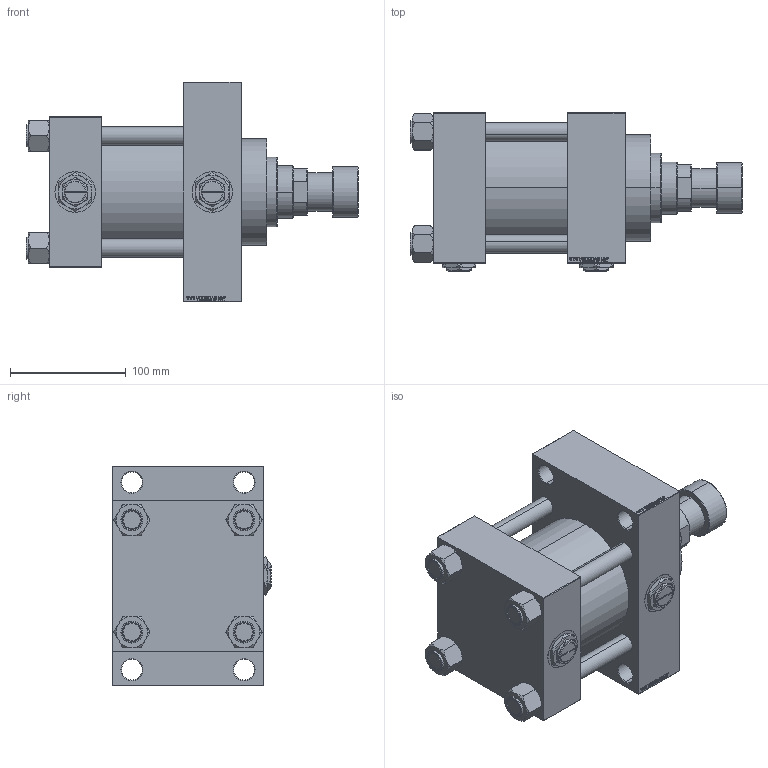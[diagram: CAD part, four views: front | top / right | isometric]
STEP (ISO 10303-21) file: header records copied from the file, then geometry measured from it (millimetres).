
FILE_DESCRIPTION (( 'STEP AP203' ), '1' );
FILE_NAME ('6553.STEP', '2025-01-04T17:10:22', ( '' ), ( '' ), 'SwSTEP 2.0', 'SolidWorks 2019', '' );
FILE_SCHEMA (( 'CONFIG_CONTROL_DESIGN' ));
Length unit declared in the file: millimetre
Products named in the file (8): 6553; V215CR_D_Body e13db9fa9990c5d380f48231a908866a; V215CR_D_TYCINKA e13db9fa9990c5d380f48231a908866a; Zatka_pro_OIL_PORT e13db9fa9990c5d380f48231a908866a; V215CR_VCP_D e13db9fa9990c5d380f48231a908866a; V215CR_ROD_END_F e13db9fa9990c5d380f48231a908866a; V215_VC_A e13db9fa9990c5d380f48231a908866a; NUT_M5_D e13db9fa9990c5d380f48231a908866a
Assembly tree (14 placements, depth 2):
  6553
    V215CR_D_Body e13db9fa9990c5d380f48231a908866a
    V215CR_VCP_D e13db9fa9990c5d380f48231a908866a
    NUT_M5_D e13db9fa9990c5d380f48231a908866a  x4
    V215CR_D_TYCINKA e13db9fa9990c5d380f48231a908866a  x4
    V215_VC_A e13db9fa9990c5d380f48231a908866a
    V215CR_ROD_END_F e13db9fa9990c5d380f48231a908866a
    Zatka_pro_OIL_PORT e13db9fa9990c5d380f48231a908866a  x2
Bounding box: 287 x 137 x 190 mm (x, y, z)
Volume: 2644759.2 mm3; surface area: 367690.7 mm2
Topology: 14 solids, 14 shells, 1266 faces, 3160 edges, 2039 vertices
Faces by surface type: plane 596, bspline 368, cone 186, cylinder 104, torus 12
Entity records: 50226 total; most frequent: CARTESIAN_POINT 25911, ORIENTED_EDGE 5392, DIRECTION 3604, EDGE_CURVE 2696, VERTEX_POINT 1759, VECTOR 1576, LINE 1576, EDGE_LOOP 1207
